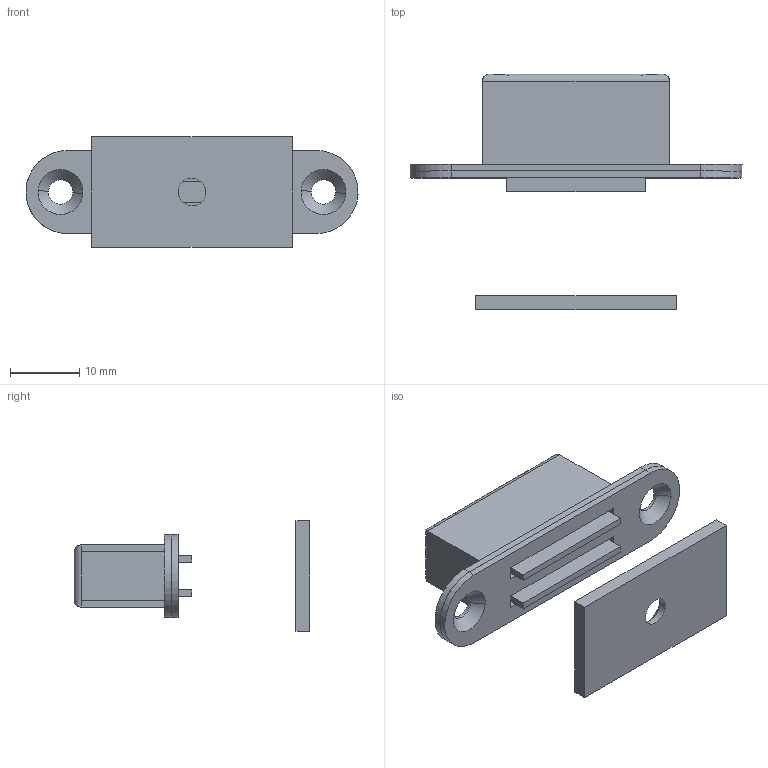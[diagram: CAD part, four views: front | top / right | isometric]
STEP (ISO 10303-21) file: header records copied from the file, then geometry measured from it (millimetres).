
FILE_DESCRIPTION((''),'2;1');
FILE_NAME('','2009-10-15T11:34:22',(''),(''),'','CADfix','');
FILE_SCHEMA(('AUTOMOTIVE_DESIGN { 1 0 10303 214 1 1 1 1 }'));
Length unit declared in the file: millimetre
Bounding box: 47.98 x 34.04 x 16 mm (x, y, z)
Volume: 3335.8 mm3; surface area: 6654.6 mm2
Topology: 5 solids, 5 shells, 96 faces, 282 edges, 194 vertices
Faces by surface type: bspline 96
Entity records: 3365 total; most frequent: CARTESIAN_POINT 1655, ORIENTED_EDGE 564, EDGE_CURVE 282, VERTEX_POINT 194, QUASI_UNIFORM_CURVE 192, EDGE_LOOP 116, FACE_OUTER_BOUND 96, ADVANCED_FACE 96
